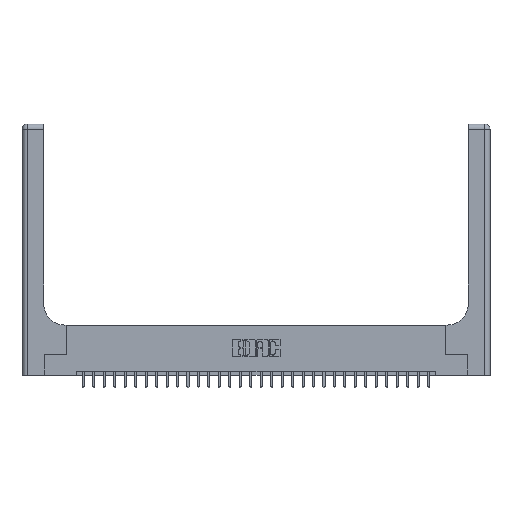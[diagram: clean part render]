
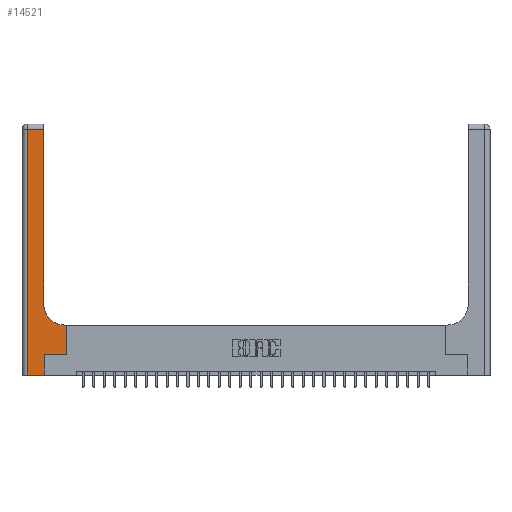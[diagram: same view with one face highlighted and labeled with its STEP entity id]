
A CAD part, top view. The second image highlights one B-rep face of the part: STEP entity #14521.
In plain terms, the highlighted planar face has unit normal (0, 0, 1).
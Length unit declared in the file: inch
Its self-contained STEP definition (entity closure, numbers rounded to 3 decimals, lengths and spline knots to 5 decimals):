
#311 = ORIENTED_EDGE ( 'NONE', *, *, #12418, .T. ) ;
#380 = LINE ( 'NONE', #3601, #12372 ) ;
#757 = CARTESIAN_POINT ( 'NONE',  ( 0.528, 0.25, 0.37 ) ) ;
#780 = DIRECTION ( 'NONE',  ( -1., 0., 0. ) ) ;
#962 = CARTESIAN_POINT ( 'NONE',  ( 0.51, 0.85, 0.37 ) ) ;
#1654 = DIRECTION ( 'NONE',  ( -1., 0., 0. ) ) ;
#2097 = LINE ( 'NONE', #757, #15118 ) ;
#2659 = VERTEX_POINT ( 'NONE', #14394 ) ;
#3170 = CARTESIAN_POINT ( 'NONE',  ( 0.265, 0., 0.37 ) ) ;
#3348 = CARTESIAN_POINT ( 'NONE',  ( 0.265, 0., 0.37 ) ) ;
#3529 = CARTESIAN_POINT ( 'NONE',  ( 0.06, 3., 0.37 ) ) ;
#3601 = CARTESIAN_POINT ( 'NONE',  ( 0., 2.94, 0.37 ) ) ;
#3629 = CARTESIAN_POINT ( 'NONE',  ( 0.51, 0.6, 0.37 ) ) ;
#3658 = CARTESIAN_POINT ( 'NONE',  ( 0.26, 0.85, 0.37 ) ) ;
#4680 = ORIENTED_EDGE ( 'NONE', *, *, #8425, .T. ) ;
#4798 = ORIENTED_EDGE ( 'NONE', *, *, #13457, .T. ) ;
#5340 = CIRCLE ( 'NONE', #5966, 0.25 ) ;
#5966 = AXIS2_PLACEMENT_3D ( 'NONE', #962, #7831, #16400 ) ;
#6031 = LINE ( 'NONE', #3348, #14203 ) ;
#7423 = DIRECTION ( 'NONE',  ( 0., 1., 0. ) ) ;
#7831 = DIRECTION ( 'NONE',  ( 0., 0., -1. ) ) ;
#8425 = EDGE_CURVE ( 'NONE', #27818, #10490, #2097, .T. ) ;
#8515 = DIRECTION ( 'NONE',  ( -1., 0., 0. ) ) ;
#8608 = DIRECTION ( 'NONE',  ( 1., 0., 0. ) ) ;
#8903 = EDGE_LOOP ( 'NONE', ( #24578, #4798, #311, #26566, #22512, #9912, #4680, #25867, #17751 ) ) ;
#9152 = EDGE_CURVE ( 'NONE', #10490, #15844, #15656, .T. ) ;
#9304 = VERTEX_POINT ( 'NONE', #18915 ) ;
#9912 = ORIENTED_EDGE ( 'NONE', *, *, #16502, .T. ) ;
#10010 = LINE ( 'NONE', #22539, #19653 ) ;
#10490 = VERTEX_POINT ( 'NONE', #20131 ) ;
#10598 = EDGE_CURVE ( 'NONE', #15844, #18566, #5340, .T. ) ;
#11235 = EDGE_CURVE ( 'NONE', #20253, #2659, #6031, .T. ) ;
#11739 = CARTESIAN_POINT ( 'NONE',  ( 0., 3., 0.37 ) ) ;
#12372 = VECTOR ( 'NONE', #8515, 39.37008 ) ;
#12418 = EDGE_CURVE ( 'NONE', #26388, #25036, #20043, .T. ) ;
#13457 = EDGE_CURVE ( 'NONE', #9304, #26388, #380, .T. ) ;
#13912 = DIRECTION ( 'NONE',  ( 0., 0., -1. ) ) ;
#14203 = VECTOR ( 'NONE', #23101, 39.37008 ) ;
#14251 = EDGE_CURVE ( 'NONE', #18566, #9304, #23675, .T. ) ;
#14394 = CARTESIAN_POINT ( 'NONE',  ( 0.265, 0.25, 0.37 ) ) ;
#14521 = ADVANCED_FACE ( 'NONE', ( #20575 ), #18047, .F. ) ;
#15118 = VECTOR ( 'NONE', #7423, 39.37008 ) ;
#15656 = LINE ( 'NONE', #23539, #24979 ) ;
#15844 = VERTEX_POINT ( 'NONE', #3629 ) ;
#16400 = DIRECTION ( 'NONE',  ( 1., 0., 0. ) ) ;
#16502 = EDGE_CURVE ( 'NONE', #2659, #27818, #23495, .T. ) ;
#16552 = DIRECTION ( 'NONE',  ( 0., -1., 0. ) ) ;
#17751 = ORIENTED_EDGE ( 'NONE', *, *, #10598, .T. ) ;
#17997 = DIRECTION ( 'NONE',  ( 0., 1., 0. ) ) ;
#18047 = PLANE ( 'NONE',  #24948 ) ;
#18280 = CARTESIAN_POINT ( 'NONE',  ( 0.26, 3., 0.37 ) ) ;
#18566 = VERTEX_POINT ( 'NONE', #3658 ) ;
#18915 = CARTESIAN_POINT ( 'NONE',  ( 0.26, 2.94, 0.37 ) ) ;
#19653 = VECTOR ( 'NONE', #22453, 39.37008 ) ;
#20043 = LINE ( 'NONE', #3529, #26913 ) ;
#20131 = CARTESIAN_POINT ( 'NONE',  ( 0.528, 0.6, 0.37 ) ) ;
#20253 = VERTEX_POINT ( 'NONE', #3170 ) ;
#20575 = FACE_OUTER_BOUND ( 'NONE', #8903, .T. ) ;
#21026 = CARTESIAN_POINT ( 'NONE',  ( 0.06, 0., 0.37 ) ) ;
#22453 = DIRECTION ( 'NONE',  ( 1., 0., 0. ) ) ;
#22512 = ORIENTED_EDGE ( 'NONE', *, *, #11235, .T. ) ;
#22539 = CARTESIAN_POINT ( 'NONE',  ( 0., 0., 0.37 ) ) ;
#22860 = CARTESIAN_POINT ( 'NONE',  ( 0.06, 2.94, 0.37 ) ) ;
#23101 = DIRECTION ( 'NONE',  ( 0., 1., 0. ) ) ;
#23495 = LINE ( 'NONE', #24125, #24557 ) ;
#23539 = CARTESIAN_POINT ( 'NONE',  ( 0.26, 0.6, 0.37 ) ) ;
#23675 = LINE ( 'NONE', #18280, #25047 ) ;
#24125 = CARTESIAN_POINT ( 'NONE',  ( 0.265, 0.25, 0.37 ) ) ;
#24557 = VECTOR ( 'NONE', #8608, 39.37008 ) ;
#24578 = ORIENTED_EDGE ( 'NONE', *, *, #14251, .T. ) ;
#24861 = EDGE_CURVE ( 'NONE', #25036, #20253, #10010, .T. ) ;
#24948 = AXIS2_PLACEMENT_3D ( 'NONE', #11739, #13912, #780 ) ;
#24979 = VECTOR ( 'NONE', #1654, 39.37008 ) ;
#25036 = VERTEX_POINT ( 'NONE', #21026 ) ;
#25047 = VECTOR ( 'NONE', #17997, 39.37008 ) ;
#25867 = ORIENTED_EDGE ( 'NONE', *, *, #9152, .T. ) ;
#26388 = VERTEX_POINT ( 'NONE', #22860 ) ;
#26566 = ORIENTED_EDGE ( 'NONE', *, *, #24861, .T. ) ;
#26633 = CARTESIAN_POINT ( 'NONE',  ( 0.528, 0.25, 0.37 ) ) ;
#26913 = VECTOR ( 'NONE', #16552, 39.37008 ) ;
#27818 = VERTEX_POINT ( 'NONE', #26633 ) ;
